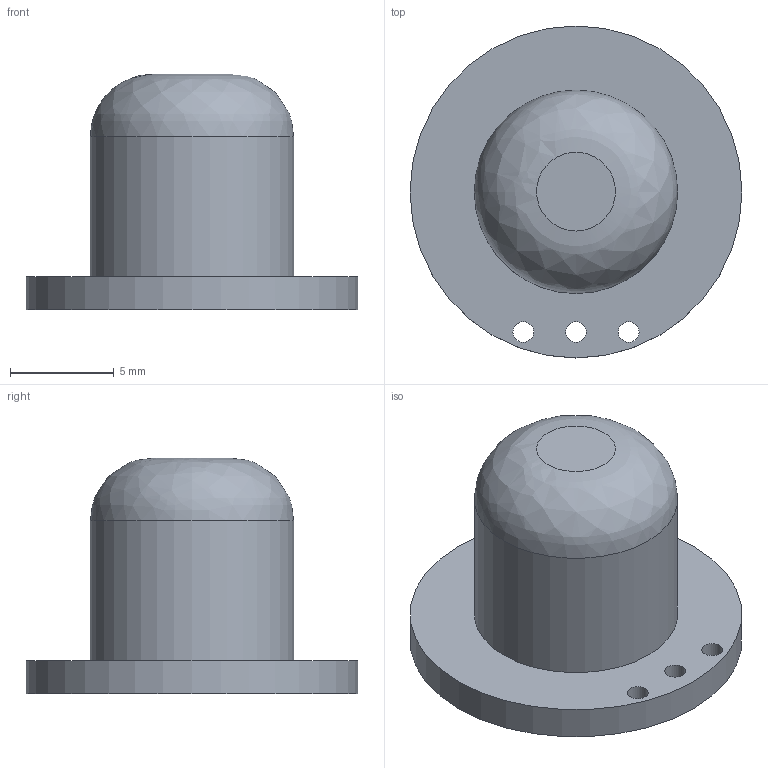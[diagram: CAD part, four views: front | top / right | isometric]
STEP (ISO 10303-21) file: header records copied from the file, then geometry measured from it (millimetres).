
FILE_DESCRIPTION(/* description */ (''),/* implementation_level */ '2;1');
FILE_NAME(/* name */ 'SR602 v1.step',/* time_stamp */ '2023-05-06T21:28:05+02:00',/* author */ (''),/* organization */ (''),/* preprocessor_version */ 'ST-DEVELOPER v19.2',/* originating_system */ 'Autodesk Translation Framework v12.4.0.73',/* authorisation */ '');
FILE_SCHEMA (('AUTOMOTIVE_DESIGN { 1 0 10303 214 3 1 1 }'));
Length unit declared in the file: millimetre
Products named in the file (1): SR602
Bounding box: 16 x 16 x 11.35 mm (x, y, z)
Volume: 1001.9 mm3; surface area: 749.4 mm2
Topology: 1 solids, 1 shells, 9 faces, 17 edges, 11 vertices
Faces by surface type: cylinder 5, plane 3, bspline 1
Full cylindrical faces by diameter (mm): 1 x3, 9.8 x1, 16 x1
Entity records: 302 total; most frequent: CARTESIAN_POINT 64, DIRECTION 47, ORIENTED_EDGE 34, AXIS2_PLACEMENT_3D 21, EDGE_CURVE 17, EDGE_LOOP 16, CIRCLE 12, VERTEX_POINT 11
